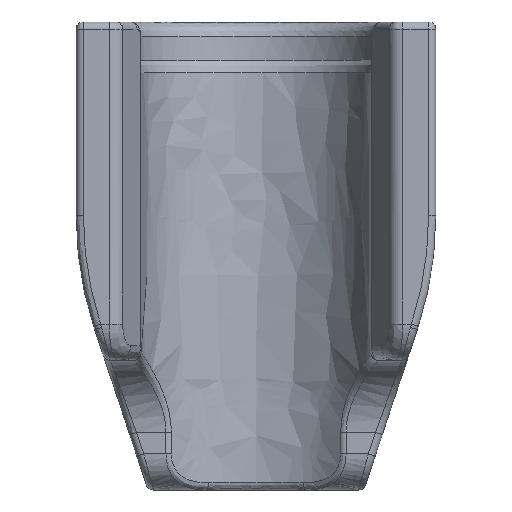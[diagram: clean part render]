
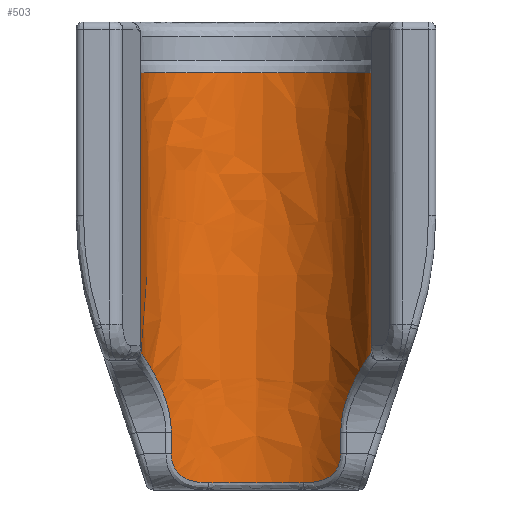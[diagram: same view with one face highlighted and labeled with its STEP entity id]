
A CAD part, top view. The second image highlights one B-rep face of the part: STEP entity #503.
In plain terms, the highlighted free-form (B-spline) face has degree [2, 1] with [5, 2] control points.
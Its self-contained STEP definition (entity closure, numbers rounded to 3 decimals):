
#503 = ADVANCED_FACE('',(#504),#620,.F.);
#504 = FACE_BOUND('',#505,.F.);
#505 = EDGE_LOOP('',(#506,#518,#525,#533,#546,#553,#565,#573,#585,#592,
    #607,#615));
#506 = ORIENTED_EDGE('',*,*,#507,.F.);
#507 = EDGE_CURVE('',#508,#510,#512,.T.);
#508 = VERTEX_POINT('',#509);
#509 = CARTESIAN_POINT('',(18.167,28.953,
    28.953));
#510 = VERTEX_POINT('',#511);
#511 = CARTESIAN_POINT('',(-18.167,28.953,
    28.953));
#512 = ( BOUNDED_CURVE() B_SPLINE_CURVE(2,(#513,#514,#515,#516,#517),
.UNSPECIFIED.,.F.,.F.) B_SPLINE_CURVE_WITH_KNOTS((3,2,3),(1.571
,3.142,4.712),.PIECEWISE_BEZIER_KNOTS.) CURVE() 
GEOMETRIC_REPRESENTATION_ITEM() RATIONAL_B_SPLINE_CURVE((1.,
0.707,1.,0.707,1.)) REPRESENTATION_ITEM('') );
#513 = CARTESIAN_POINT('',(18.167,28.953,
    28.953));
#514 = CARTESIAN_POINT('',(18.167,28.953,
    10.787));
#515 = CARTESIAN_POINT('',(0.,28.953,
    10.787));
#516 = CARTESIAN_POINT('',(-18.167,28.953,
    10.787));
#517 = CARTESIAN_POINT('',(-18.167,28.953,
    28.953));
#518 = ORIENTED_EDGE('',*,*,#519,.F.);
#519 = EDGE_CURVE('',#520,#508,#522,.T.);
#520 = VERTEX_POINT('',#521);
#521 = CARTESIAN_POINT('',(18.167,-15.328,
    28.953));
#522 = B_SPLINE_CURVE_WITH_KNOTS('',1,(#523,#524),.UNSPECIFIED.,.F.,.F.,
  (2,2),(50.9,89.9),.PIECEWISE_BEZIER_KNOTS.);
#523 = CARTESIAN_POINT('',(18.167,-15.328,
    28.953));
#524 = CARTESIAN_POINT('',(18.167,28.953,
    28.953));
#525 = ORIENTED_EDGE('',*,*,#526,.T.);
#526 = EDGE_CURVE('',#520,#527,#529,.T.);
#527 = VERTEX_POINT('',#528);
#528 = CARTESIAN_POINT('',(18.159,-15.328,
    28.419));
#529 = ( BOUNDED_CURVE() B_SPLINE_CURVE(2,(#530,#531,#532),
.UNSPECIFIED.,.F.,.F.) B_SPLINE_CURVE_WITH_KNOTS((3,3),(3.142,
3.171),.PIECEWISE_BEZIER_KNOTS.) CURVE() 
GEOMETRIC_REPRESENTATION_ITEM() RATIONAL_B_SPLINE_CURVE((1.,
1.,1.)) REPRESENTATION_ITEM('') );
#530 = CARTESIAN_POINT('',(18.167,-15.328,
    28.953));
#531 = CARTESIAN_POINT('',(18.167,-15.328,
    28.686));
#532 = CARTESIAN_POINT('',(18.159,-15.328,
    28.419));
#533 = ORIENTED_EDGE('',*,*,#534,.F.);
#534 = EDGE_CURVE('',#535,#527,#537,.T.);
#535 = VERTEX_POINT('',#536);
#536 = CARTESIAN_POINT('',(13.379,-27.818,16.664
    ));
#537 = B_SPLINE_CURVE_WITH_KNOTS('',3,(#538,#539,#540,#541,#542,#543,
    #544,#545),.UNSPECIFIED.,.F.,.F.,(4,1,1,1,1,4),(0.,
    0.004,0.009,0.013,
    0.015,0.017),.UNSPECIFIED.);
#538 = CARTESIAN_POINT('',(13.379,-27.818,16.664
    ));
#539 = CARTESIAN_POINT('',(13.379,-26.154,
    16.664));
#540 = CARTESIAN_POINT('',(13.991,-22.917,
    17.295));
#541 = CARTESIAN_POINT('',(15.815,-18.929,
    19.771));
#542 = CARTESIAN_POINT('',(17.245,-16.573,
    22.886));
#543 = CARTESIAN_POINT('',(17.974,-15.512,
    25.969));
#544 = CARTESIAN_POINT('',(18.134,-15.328,
    27.586));
#545 = CARTESIAN_POINT('',(18.159,-15.328,
    28.419));
#546 = ORIENTED_EDGE('',*,*,#547,.F.);
#547 = EDGE_CURVE('',#548,#535,#550,.T.);
#548 = VERTEX_POINT('',#549);
#549 = CARTESIAN_POINT('',(13.379,-31.224,
    16.664));
#550 = B_SPLINE_CURVE_WITH_KNOTS('',1,(#551,#552),.UNSPECIFIED.,.F.,.F.,
  (2,2),(36.9,39.9),.PIECEWISE_BEZIER_KNOTS.);
#551 = CARTESIAN_POINT('',(13.379,-31.224,
    16.664));
#552 = CARTESIAN_POINT('',(13.379,-27.818,16.664
    ));
#553 = ORIENTED_EDGE('',*,*,#554,.F.);
#554 = EDGE_CURVE('',#555,#548,#557,.T.);
#555 = VERTEX_POINT('',#556);
#556 = CARTESIAN_POINT('',(7.461,-35.766,12.39
    ));
#557 = B_SPLINE_CURVE_WITH_KNOTS('',3,(#558,#559,#560,#561,#562,#563,
    #564),.UNSPECIFIED.,.F.,.F.,(4,1,1,1,4),(0.,0.002,
    0.004,0.006,0.008),
  .UNSPECIFIED.);
#558 = CARTESIAN_POINT('',(7.461,-35.766,12.39
    ));
#559 = CARTESIAN_POINT('',(8.195,-35.766,
    12.72));
#560 = CARTESIAN_POINT('',(9.604,-35.687,
    13.471));
#561 = CARTESIAN_POINT('',(11.519,-35.085,
    14.843));
#562 = CARTESIAN_POINT('',(12.991,-33.625,
    16.225));
#563 = CARTESIAN_POINT('',(13.379,-32.038,
    16.664));
#564 = CARTESIAN_POINT('',(13.379,-31.224,
    16.664));
#565 = ORIENTED_EDGE('',*,*,#566,.T.);
#566 = EDGE_CURVE('',#555,#567,#569,.T.);
#567 = VERTEX_POINT('',#568);
#568 = CARTESIAN_POINT('',(-7.461,-35.766,
    12.39));
#569 = ( BOUNDED_CURVE() B_SPLINE_CURVE(2,(#570,#571,#572),
.UNSPECIFIED.,.F.,.F.) B_SPLINE_CURVE_WITH_KNOTS((3,3),(2.718,
3.565),.PIECEWISE_BEZIER_KNOTS.) CURVE() 
GEOMETRIC_REPRESENTATION_ITEM() RATIONAL_B_SPLINE_CURVE((1.,
0.912,1.)) REPRESENTATION_ITEM('') );
#570 = CARTESIAN_POINT('',(7.461,-35.766,
    12.39));
#571 = CARTESIAN_POINT('',(0.,-35.766,
    9.029));
#572 = CARTESIAN_POINT('',(-7.461,-35.766,
    12.39));
#573 = ORIENTED_EDGE('',*,*,#574,.F.);
#574 = EDGE_CURVE('',#575,#567,#577,.T.);
#575 = VERTEX_POINT('',#576);
#576 = CARTESIAN_POINT('',(-13.379,-31.224,
    16.664));
#577 = B_SPLINE_CURVE_WITH_KNOTS('',3,(#578,#579,#580,#581,#582,#583,
    #584),.UNSPECIFIED.,.F.,.F.,(4,1,1,1,4),(0.,0.002,
    0.004,0.006,0.009),
  .UNSPECIFIED.);
#578 = CARTESIAN_POINT('',(-13.379,-31.224,
    16.664));
#579 = CARTESIAN_POINT('',(-13.379,-32.038,
    16.664));
#580 = CARTESIAN_POINT('',(-12.991,-33.624,
    16.225));
#581 = CARTESIAN_POINT('',(-11.518,-35.086,
    14.842));
#582 = CARTESIAN_POINT('',(-9.597,-35.688,
    13.467));
#583 = CARTESIAN_POINT('',(-8.194,-35.766,
    12.72));
#584 = CARTESIAN_POINT('',(-7.461,-35.766,
    12.39));
#585 = ORIENTED_EDGE('',*,*,#586,.T.);
#586 = EDGE_CURVE('',#575,#587,#589,.T.);
#587 = VERTEX_POINT('',#588);
#588 = CARTESIAN_POINT('',(-13.379,-27.818,
    16.664));
#589 = B_SPLINE_CURVE_WITH_KNOTS('',1,(#590,#591),.UNSPECIFIED.,.F.,.F.,
  (2,2),(36.9,39.9),.PIECEWISE_BEZIER_KNOTS.);
#590 = CARTESIAN_POINT('',(-13.379,-31.224,
    16.664));
#591 = CARTESIAN_POINT('',(-13.379,-27.818,
    16.664));
#592 = ORIENTED_EDGE('',*,*,#593,.F.);
#593 = EDGE_CURVE('',#594,#587,#596,.T.);
#594 = VERTEX_POINT('',#595);
#595 = CARTESIAN_POINT('',(-18.159,-15.328,
    28.419));
#596 = B_SPLINE_CURVE_WITH_KNOTS('',3,(#597,#598,#599,#600,#601,#602,
    #603,#604,#605,#606),.UNSPECIFIED.,.F.,.F.,(4,1,1,1,1,1,1,4),(0.,
    0.002,0.004,0.009,
    0.011,0.013,0.015,
    0.017),.UNSPECIFIED.);
#597 = CARTESIAN_POINT('',(-18.159,-15.328,
    28.419));
#598 = CARTESIAN_POINT('',(-18.135,-15.328,
    27.587));
#599 = CARTESIAN_POINT('',(-17.974,-15.512,
    25.968));
#600 = CARTESIAN_POINT('',(-17.245,-16.573,
    22.886));
#601 = CARTESIAN_POINT('',(-16.094,-18.463,
    20.384));
#602 = CARTESIAN_POINT('',(-14.898,-20.944,
    18.522));
#603 = CARTESIAN_POINT('',(-14.107,-23.018,
    17.489));
#604 = CARTESIAN_POINT('',(-13.522,-25.362,
    16.817));
#605 = CARTESIAN_POINT('',(-13.379,-26.985,
    16.664));
#606 = CARTESIAN_POINT('',(-13.379,-27.818,
    16.664));
#607 = ORIENTED_EDGE('',*,*,#608,.T.);
#608 = EDGE_CURVE('',#594,#609,#611,.T.);
#609 = VERTEX_POINT('',#610);
#610 = CARTESIAN_POINT('',(-18.167,-15.328,
    28.953));
#611 = ( BOUNDED_CURVE() B_SPLINE_CURVE(2,(#612,#613,#614),
.UNSPECIFIED.,.F.,.F.) B_SPLINE_CURVE_WITH_KNOTS((3,3),(6.254,
6.283),.PIECEWISE_BEZIER_KNOTS.) CURVE() 
GEOMETRIC_REPRESENTATION_ITEM() RATIONAL_B_SPLINE_CURVE((1.,
1.,1.)) REPRESENTATION_ITEM('') );
#612 = CARTESIAN_POINT('',(-18.159,-15.328,
    28.419));
#613 = CARTESIAN_POINT('',(-18.167,-15.328,
    28.686));
#614 = CARTESIAN_POINT('',(-18.167,-15.328,
    28.953));
#615 = ORIENTED_EDGE('',*,*,#616,.T.);
#616 = EDGE_CURVE('',#609,#510,#617,.T.);
#617 = B_SPLINE_CURVE_WITH_KNOTS('',1,(#618,#619),.UNSPECIFIED.,.F.,.F.,
  (2,2),(50.9,89.9),.PIECEWISE_BEZIER_KNOTS.);
#618 = CARTESIAN_POINT('',(-18.167,-15.328,
    28.953));
#619 = CARTESIAN_POINT('',(-18.167,28.953,
    28.953));
#620 = ( BOUNDED_SURFACE() B_SPLINE_SURFACE(2,1,(
    (#621,#622)
    ,(#623,#624)
    ,(#625,#626)
    ,(#627,#628)
,(#629,#630
    )),.UNSPECIFIED.,.F.,.F.,.F.) B_SPLINE_SURFACE_WITH_KNOTS((3,2,3),(2
    ,2),(1.571,3.142,4.712),(32.9,89.9),
.PIECEWISE_BEZIER_KNOTS.) GEOMETRIC_REPRESENTATION_ITEM() 
RATIONAL_B_SPLINE_SURFACE((
    (1.,1.)
    ,(0.707,0.707)
    ,(1.,1.)
    ,(0.707,0.707)
,(1.,1.))) REPRESENTATION_ITEM('') SURFACE() );
#621 = CARTESIAN_POINT('',(18.167,-35.766,
    28.953));
#622 = CARTESIAN_POINT('',(18.167,28.953,
    28.953));
#623 = CARTESIAN_POINT('',(18.167,-35.766,
    10.787));
#624 = CARTESIAN_POINT('',(18.167,28.953,
    10.787));
#625 = CARTESIAN_POINT('',(0.,-35.766,
    10.787));
#626 = CARTESIAN_POINT('',(0.,28.953,
    10.787));
#627 = CARTESIAN_POINT('',(-18.167,-35.766,
    10.787));
#628 = CARTESIAN_POINT('',(-18.167,28.953,
    10.787));
#629 = CARTESIAN_POINT('',(-18.167,-35.766,
    28.953));
#630 = CARTESIAN_POINT('',(-18.167,28.953,
    28.953));
